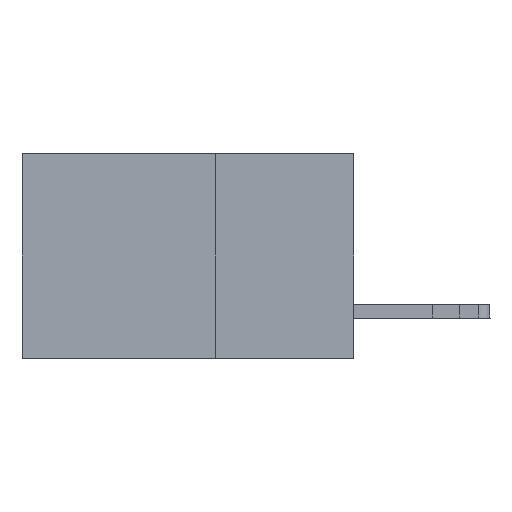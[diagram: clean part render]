
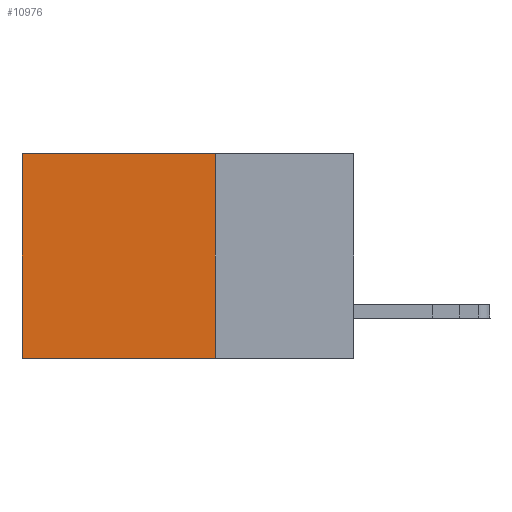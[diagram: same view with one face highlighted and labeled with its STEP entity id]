
A CAD part, left-side view. The second image highlights one B-rep face of the part: STEP entity #10976.
In plain terms, the highlighted planar face has unit normal (-1, 0, 0).
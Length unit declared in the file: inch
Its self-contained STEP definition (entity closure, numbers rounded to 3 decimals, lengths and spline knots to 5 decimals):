
#291 = LINE ( 'NONE', #4135, #18036 ) ;
#535 = ORIENTED_EDGE ( 'NONE', *, *, #10044, .T. ) ;
#1221 = VERTEX_POINT ( 'NONE', #3383 ) ;
#2240 = LINE ( 'NONE', #12061, #10642 ) ;
#2873 = VERTEX_POINT ( 'NONE', #5703 ) ;
#3265 = ORIENTED_EDGE ( 'NONE', *, *, #6382, .F. ) ;
#3383 = CARTESIAN_POINT ( 'NONE',  ( 0.2875, 0.6, -0.37 ) ) ;
#3443 = LINE ( 'NONE', #6339, #20192 ) ;
#4107 = ORIENTED_EDGE ( 'NONE', *, *, #8740, .T. ) ;
#4135 = CARTESIAN_POINT ( 'NONE',  ( 0.2875, 0.25, -0.37 ) ) ;
#4827 = VERTEX_POINT ( 'NONE', #7566 ) ;
#5703 = CARTESIAN_POINT ( 'NONE',  ( 0.2875, 0.6, 0. ) ) ;
#5705 = EDGE_LOOP ( 'NONE', ( #4107, #3265, #9323, #535 ) ) ;
#6339 = CARTESIAN_POINT ( 'NONE',  ( 0.2875, 0.25, 0. ) ) ;
#6382 = EDGE_CURVE ( 'NONE', #9232, #1221, #291, .T. ) ;
#7566 = CARTESIAN_POINT ( 'NONE',  ( 0.2875, 0.25, 0. ) ) ;
#7572 = DIRECTION ( 'NONE',  ( 0., 1., 0. ) ) ;
#7850 = AXIS2_PLACEMENT_3D ( 'NONE', #14188, #17437, #20693 ) ;
#8014 = LINE ( 'NONE', #17543, #16637 ) ;
#8740 = EDGE_CURVE ( 'NONE', #2873, #1221, #2240, .T. ) ;
#9232 = VERTEX_POINT ( 'NONE', #19223 ) ;
#9323 = ORIENTED_EDGE ( 'NONE', *, *, #16763, .F. ) ;
#10044 = EDGE_CURVE ( 'NONE', #4827, #2873, #8014, .T. ) ;
#10642 = VECTOR ( 'NONE', #16517, 39.37008 ) ;
#10976 = ADVANCED_FACE ( 'NONE', ( #20433 ), #15935, .F. ) ;
#12061 = CARTESIAN_POINT ( 'NONE',  ( 0.2875, 0.6, 0. ) ) ;
#12788 = DIRECTION ( 'NONE',  ( 0., 0., -1. ) ) ;
#14188 = CARTESIAN_POINT ( 'NONE',  ( 0.2875, 0.25, 0. ) ) ;
#15935 = PLANE ( 'NONE',  #7850 ) ;
#16517 = DIRECTION ( 'NONE',  ( 0., 0., -1. ) ) ;
#16637 = VECTOR ( 'NONE', #19164, 39.37008 ) ;
#16763 = EDGE_CURVE ( 'NONE', #4827, #9232, #3443, .T. ) ;
#17437 = DIRECTION ( 'NONE',  ( 1., 0., 0. ) ) ;
#17543 = CARTESIAN_POINT ( 'NONE',  ( 0.2875, 0.25, 0. ) ) ;
#18036 = VECTOR ( 'NONE', #7572, 39.37008 ) ;
#19164 = DIRECTION ( 'NONE',  ( 0., 1., 0. ) ) ;
#19223 = CARTESIAN_POINT ( 'NONE',  ( 0.2875, 0.25, -0.37 ) ) ;
#20192 = VECTOR ( 'NONE', #12788, 39.37008 ) ;
#20433 = FACE_OUTER_BOUND ( 'NONE', #5705, .T. ) ;
#20693 = DIRECTION ( 'NONE',  ( 0., 0., -1. ) ) ;
